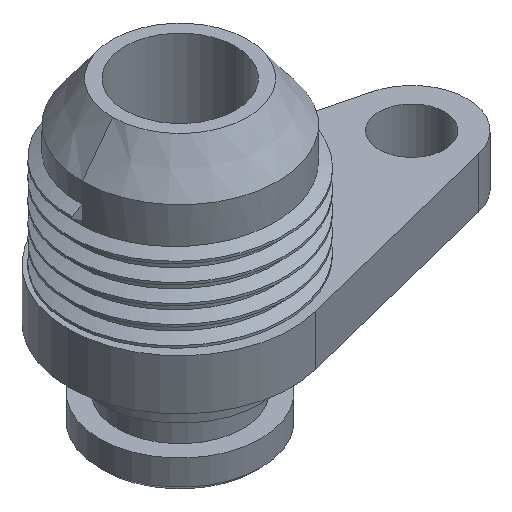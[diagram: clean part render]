
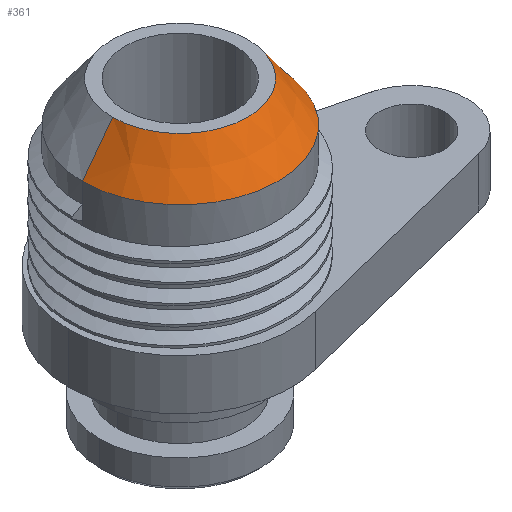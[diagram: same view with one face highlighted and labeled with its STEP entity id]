
A CAD part, isometric view. The second image highlights one B-rep face of the part: STEP entity #361.
In plain terms, the highlighted conical face has half-angle 37 degrees and reference radius 6.709 mm.
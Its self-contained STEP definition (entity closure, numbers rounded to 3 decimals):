
#4 = DIRECTION ( 'NONE',  ( 0.602, 0., -0.799 ) ) ;
#99 = DIRECTION ( 'NONE',  ( 0., 0., 1. ) ) ;
#104 = CARTESIAN_POINT ( 'NONE',  ( 0., 0., 17. ) ) ;
#115 = DIRECTION ( 'NONE',  ( 1., 0., 0. ) ) ;
#250 = DIRECTION ( 'NONE',  ( 1., 0., 0. ) ) ;
#279 = VECTOR ( 'NONE', #4, 1000. ) ;
#336 = LINE ( 'NONE', #1107, #612 ) ;
#345 = DIRECTION ( 'NONE',  ( -0.602, 0., -0.799 ) ) ;
#361 = ADVANCED_FACE ( 'NONE', ( #1716 ), #978, .T. ) ;
#376 = CIRCLE ( 'NONE', #486, 9.723 ) ;
#486 = AXIS2_PLACEMENT_3D ( 'NONE', #104, #1742, #115 ) ;
#612 = VECTOR ( 'NONE', #345, 1000. ) ;
#719 = EDGE_CURVE ( 'NONE', #1289, #1087, #924, .T. ) ;
#835 = CARTESIAN_POINT ( 'NONE',  ( -6.709, 0., 21. ) ) ;
#886 = VERTEX_POINT ( 'NONE', #835 ) ;
#900 = AXIS2_PLACEMENT_3D ( 'NONE', #1909, #99, #250 ) ;
#924 = LINE ( 'NONE', #1489, #279 ) ;
#931 = AXIS2_PLACEMENT_3D ( 'NONE', #1904, #1503, #1178 ) ;
#963 = CARTESIAN_POINT ( 'NONE',  ( -9.723, 0., 17. ) ) ;
#978 = CONICAL_SURFACE ( 'NONE', #931, 6.709, 0.646 ) ;
#1011 = CARTESIAN_POINT ( 'NONE',  ( 9.723, 0., 17. ) ) ;
#1087 = VERTEX_POINT ( 'NONE', #1011 ) ;
#1107 = CARTESIAN_POINT ( 'NONE',  ( -6.709, 0., 21. ) ) ;
#1170 = EDGE_CURVE ( 'NONE', #886, #1289, #1910, .T. ) ;
#1178 = DIRECTION ( 'NONE',  ( -1., 0., 0. ) ) ;
#1235 = EDGE_CURVE ( 'NONE', #886, #1472, #336, .T. ) ;
#1289 = VERTEX_POINT ( 'NONE', #1979 ) ;
#1459 = ORIENTED_EDGE ( 'NONE', *, *, #719, .F. ) ;
#1472 = VERTEX_POINT ( 'NONE', #963 ) ;
#1489 = CARTESIAN_POINT ( 'NONE',  ( 6.709, 0., 21. ) ) ;
#1503 = DIRECTION ( 'NONE',  ( 0., 0., -1. ) ) ;
#1710 = ORIENTED_EDGE ( 'NONE', *, *, #1170, .F. ) ;
#1716 = FACE_OUTER_BOUND ( 'NONE', #1776, .T. ) ;
#1742 = DIRECTION ( 'NONE',  ( 0., 0., -1. ) ) ;
#1776 = EDGE_LOOP ( 'NONE', ( #1459, #1710, #2263, #2053 ) ) ;
#1904 = CARTESIAN_POINT ( 'NONE',  ( 0., 0., 21. ) ) ;
#1909 = CARTESIAN_POINT ( 'NONE',  ( 0., 0., 21. ) ) ;
#1910 = CIRCLE ( 'NONE', #900, 6.709 ) ;
#1979 = CARTESIAN_POINT ( 'NONE',  ( 6.709, 0., 21. ) ) ;
#2053 = ORIENTED_EDGE ( 'NONE', *, *, #2078, .F. ) ;
#2078 = EDGE_CURVE ( 'NONE', #1087, #1472, #376, .T. ) ;
#2263 = ORIENTED_EDGE ( 'NONE', *, *, #1235, .T. ) ;
